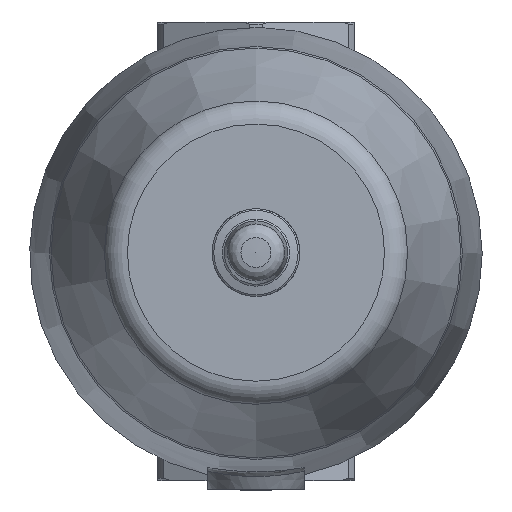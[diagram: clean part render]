
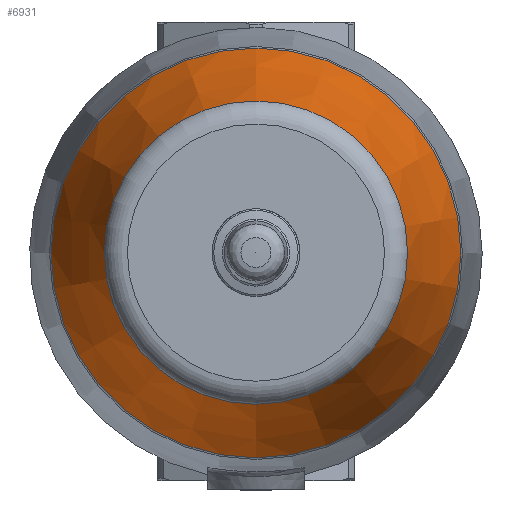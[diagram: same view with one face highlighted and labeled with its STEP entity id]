
A CAD part, top view. The second image highlights one B-rep face of the part: STEP entity #6931.
In plain terms, the highlighted conical face has half-angle 17.023 degrees and reference radius 42.75 mm.
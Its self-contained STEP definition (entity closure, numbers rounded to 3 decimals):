
#1381=FACE_BOUND('',#1978,.T.);
#1419=CONICAL_SURFACE('',#7449,42.75,17.023);
#1478=FACE_OUTER_BOUND('',#1977,.T.);
#1977=EDGE_LOOP('',(#4779));
#1978=EDGE_LOOP('',(#4780));
#2543=CIRCLE('',#7450,31.433);
#2544=CIRCLE('',#7451,42.462);
#2956=VERTEX_POINT('',#9993);
#2957=VERTEX_POINT('',#9995);
#3649=EDGE_CURVE('',#2956,#2956,#2543,.T.);
#3650=EDGE_CURVE('',#2957,#2957,#2544,.T.);
#4779=ORIENTED_EDGE('',*,*,#3649,.F.);
#4780=ORIENTED_EDGE('',*,*,#3650,.F.);
#6931=ADVANCED_FACE('',(#1478,#1381),#1419,.T.);
#7449=AXIS2_PLACEMENT_3D('',#9992,#8275,#8276);
#7450=AXIS2_PLACEMENT_3D('',#9994,#8277,#8278);
#7451=AXIS2_PLACEMENT_3D('',#9996,#8279,#8280);
#8275=DIRECTION('center_axis',(0.,0.,
-1.));
#8276=DIRECTION('ref_axis',(0.,1.,0.));
#8277=DIRECTION('center_axis',(0.,0.,
1.));
#8278=DIRECTION('ref_axis',(0.,1.,0.));
#8279=DIRECTION('center_axis',(0.,0.,
-1.));
#8280=DIRECTION('ref_axis',(0.,1.,0.));
#9992=CARTESIAN_POINT('Origin',(0.,0.,
380.7));
#9993=CARTESIAN_POINT('',(0.,-31.433,417.664));
#9994=CARTESIAN_POINT('Origin',(0.,0.,
417.664));
#9995=CARTESIAN_POINT('',(0.,-42.462,381.641));
#9996=CARTESIAN_POINT('Origin',(0.,0.,
381.641));
